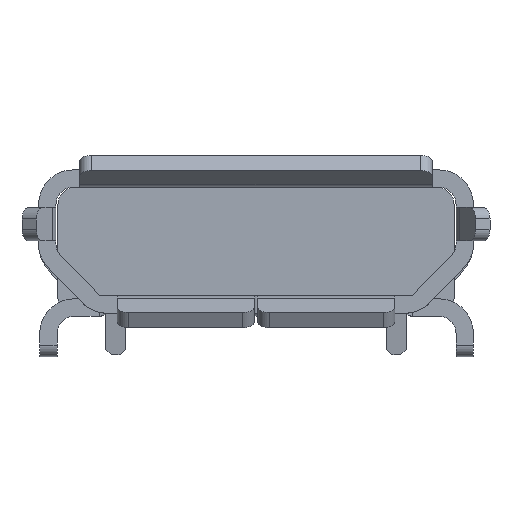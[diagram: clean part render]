
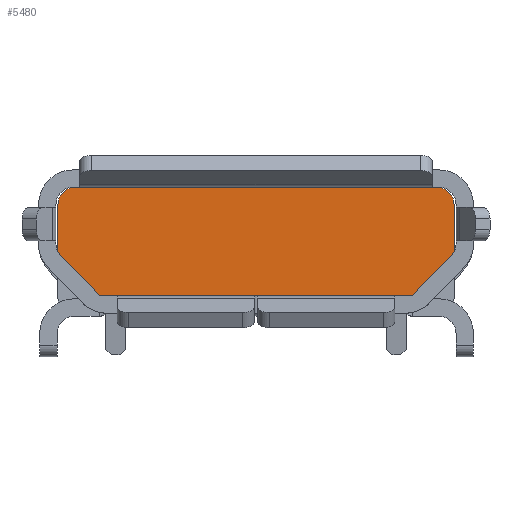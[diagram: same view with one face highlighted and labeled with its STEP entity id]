
A CAD part, front view. The second image highlights one B-rep face of the part: STEP entity #5480.
In plain terms, the highlighted planar face has unit normal (0, -1, 0).
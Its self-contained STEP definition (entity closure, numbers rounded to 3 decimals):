
#393 = VERTEX_POINT('',#394);
#394 = CARTESIAN_POINT('',(-3.375,1.75,0.993));
#427 = VERTEX_POINT('',#428);
#428 = CARTESIAN_POINT('',(-2.7,1.75,0.3));
#434 = EDGE_CURVE('',#427,#393,#435,.T.);
#435 = LINE('',#436,#437);
#436 = CARTESIAN_POINT('',(-2.651,1.75,0.25));
#437 = VECTOR('',#438,1.);
#438 = DIRECTION('',(-0.698,0.,0.716));
#835 = VERTEX_POINT('',#836);
#836 = CARTESIAN_POINT('',(-3.425,1.75,1.061));
#843 = EDGE_CURVE('',#393,#835,#844,.T.);
#844 = CIRCLE('',#845,0.3);
#845 = AXIS2_PLACEMENT_3D('',#846,#847,#848);
#846 = CARTESIAN_POINT('',(-3.16,1.75,1.202));
#847 = DIRECTION('',(0.,1.,-0.));
#848 = DIRECTION('',(-1.,0.,0.));
#2285 = VERTEX_POINT('',#2286);
#2286 = CARTESIAN_POINT('',(-2.4,1.75,0.3));
#2292 = EDGE_CURVE('',#427,#2285,#2293,.T.);
#2293 = LINE('',#2294,#2295);
#2294 = CARTESIAN_POINT('',(-2.036,1.75,0.3));
#2295 = VECTOR('',#2296,1.);
#2296 = DIRECTION('',(1.,0.,0.));
#4100 = EDGE_CURVE('',#4101,#2285,#4103,.T.);
#4101 = VERTEX_POINT('',#4102);
#4102 = CARTESIAN_POINT('',(-2.4,1.75,0.31));
#4103 = LINE('',#4104,#4105);
#4104 = CARTESIAN_POINT('',(-2.4,1.75,0.28));
#4105 = VECTOR('',#4106,1.);
#4106 = DIRECTION('',(0.,0.,-1.));
#4141 = VERTEX_POINT('',#4142);
#4142 = CARTESIAN_POINT('',(2.4,1.75,0.31));
#4175 = VERTEX_POINT('',#4176);
#4176 = CARTESIAN_POINT('',(2.4,1.75,0.3));
#4182 = EDGE_CURVE('',#4141,#4175,#4183,.T.);
#4183 = LINE('',#4184,#4185);
#4184 = CARTESIAN_POINT('',(2.4,1.75,0.28));
#4185 = VECTOR('',#4186,1.);
#4186 = DIRECTION('',(0.,0.,-1.));
#4236 = EDGE_CURVE('',#4101,#4141,#4237,.T.);
#4237 = LINE('',#4238,#4239);
#4238 = CARTESIAN_POINT('',(3.425,1.75,0.31));
#4239 = VECTOR('',#4240,1.);
#4240 = DIRECTION('',(1.,0.,0.));
#5480 = ADVANCED_FACE('',(#5481),#5554,.F.);
#5481 = FACE_BOUND('',#5482,.T.);
#5482 = EDGE_LOOP('',(#5483,#5484,#5485,#5493,#5501,#5510,#5518,#5527,
    #5535,#5544,#5550,#5551,#5552,#5553));
#5483 = ORIENTED_EDGE('',*,*,#4236,.T.);
#5484 = ORIENTED_EDGE('',*,*,#4182,.T.);
#5485 = ORIENTED_EDGE('',*,*,#5486,.T.);
#5486 = EDGE_CURVE('',#4175,#5487,#5489,.T.);
#5487 = VERTEX_POINT('',#5488);
#5488 = CARTESIAN_POINT('',(2.7,1.75,0.3));
#5489 = LINE('',#5490,#5491);
#5490 = CARTESIAN_POINT('',(-2.036,1.75,0.3));
#5491 = VECTOR('',#5492,1.);
#5492 = DIRECTION('',(1.,0.,0.));
#5493 = ORIENTED_EDGE('',*,*,#5494,.T.);
#5494 = EDGE_CURVE('',#5487,#5495,#5497,.T.);
#5495 = VERTEX_POINT('',#5496);
#5496 = CARTESIAN_POINT('',(3.375,1.75,0.993));
#5497 = LINE('',#5498,#5499);
#5498 = CARTESIAN_POINT('',(2.651,1.75,0.25));
#5499 = VECTOR('',#5500,1.);
#5500 = DIRECTION('',(0.698,0.,0.716));
#5501 = ORIENTED_EDGE('',*,*,#5502,.T.);
#5502 = EDGE_CURVE('',#5495,#5503,#5505,.T.);
#5503 = VERTEX_POINT('',#5504);
#5504 = CARTESIAN_POINT('',(3.425,1.75,1.061));
#5505 = CIRCLE('',#5506,0.3);
#5506 = AXIS2_PLACEMENT_3D('',#5507,#5508,#5509);
#5507 = CARTESIAN_POINT('',(3.16,1.75,1.202));
#5508 = DIRECTION('',(0.,-1.,0.));
#5509 = DIRECTION('',(1.,0.,0.));
#5510 = ORIENTED_EDGE('',*,*,#5511,.T.);
#5511 = EDGE_CURVE('',#5503,#5512,#5514,.T.);
#5512 = VERTEX_POINT('',#5513);
#5513 = CARTESIAN_POINT('',(3.425,1.75,1.88));
#5514 = LINE('',#5515,#5516);
#5515 = CARTESIAN_POINT('',(3.425,1.75,0.28));
#5516 = VECTOR('',#5517,1.);
#5517 = DIRECTION('',(0.,0.,1.));
#5518 = ORIENTED_EDGE('',*,*,#5519,.T.);
#5519 = EDGE_CURVE('',#5512,#5520,#5522,.T.);
#5520 = VERTEX_POINT('',#5521);
#5521 = CARTESIAN_POINT('',(3.125,1.75,2.18));
#5522 = CIRCLE('',#5523,0.3);
#5523 = AXIS2_PLACEMENT_3D('',#5524,#5525,#5526);
#5524 = CARTESIAN_POINT('',(3.125,1.75,1.88));
#5525 = DIRECTION('',(0.,-1.,0.));
#5526 = DIRECTION('',(0.,0.,-1.));
#5527 = ORIENTED_EDGE('',*,*,#5528,.F.);
#5528 = EDGE_CURVE('',#5529,#5520,#5531,.T.);
#5529 = VERTEX_POINT('',#5530);
#5530 = CARTESIAN_POINT('',(-3.125,1.75,2.18));
#5531 = LINE('',#5532,#5533);
#5532 = CARTESIAN_POINT('',(-2.036,1.75,2.18));
#5533 = VECTOR('',#5534,1.);
#5534 = DIRECTION('',(1.,0.,0.));
#5535 = ORIENTED_EDGE('',*,*,#5536,.F.);
#5536 = EDGE_CURVE('',#5537,#5529,#5539,.T.);
#5537 = VERTEX_POINT('',#5538);
#5538 = CARTESIAN_POINT('',(-3.425,1.75,1.88));
#5539 = CIRCLE('',#5540,0.3);
#5540 = AXIS2_PLACEMENT_3D('',#5541,#5542,#5543);
#5541 = CARTESIAN_POINT('',(-3.125,1.75,1.88));
#5542 = DIRECTION('',(0.,1.,0.));
#5543 = DIRECTION('',(0.,0.,-1.));
#5544 = ORIENTED_EDGE('',*,*,#5545,.F.);
#5545 = EDGE_CURVE('',#835,#5537,#5546,.T.);
#5546 = LINE('',#5547,#5548);
#5547 = CARTESIAN_POINT('',(-3.425,1.75,0.28));
#5548 = VECTOR('',#5549,1.);
#5549 = DIRECTION('',(0.,0.,1.));
#5550 = ORIENTED_EDGE('',*,*,#843,.F.);
#5551 = ORIENTED_EDGE('',*,*,#434,.F.);
#5552 = ORIENTED_EDGE('',*,*,#2292,.T.);
#5553 = ORIENTED_EDGE('',*,*,#4100,.F.);
#5554 = PLANE('',#5555);
#5555 = AXIS2_PLACEMENT_3D('',#5556,#5557,#5558);
#5556 = CARTESIAN_POINT('',(-1.446,1.75,2.18));
#5557 = DIRECTION('',(0.,1.,0.));
#5558 = DIRECTION('',(0.,0.,1.));
